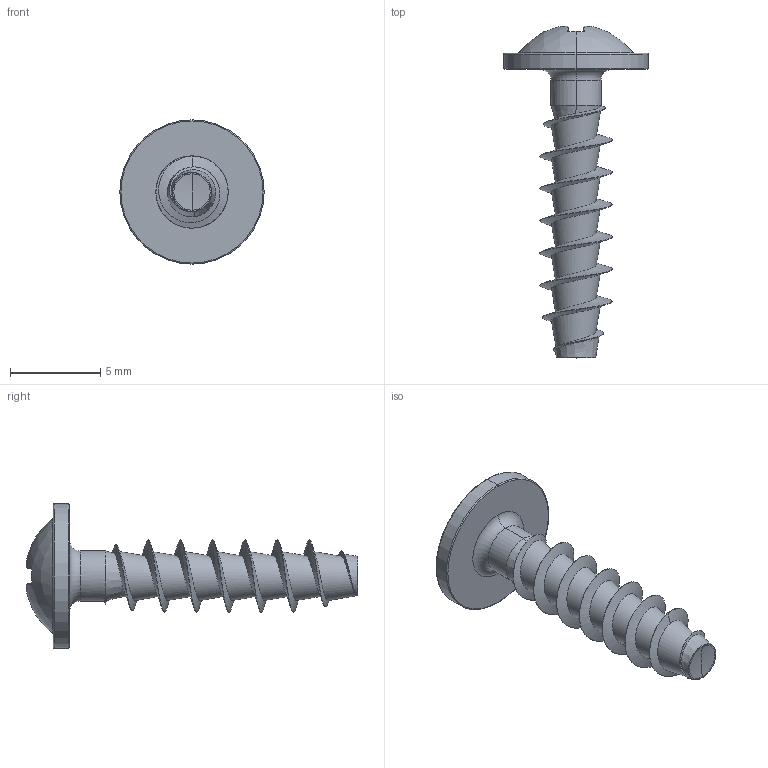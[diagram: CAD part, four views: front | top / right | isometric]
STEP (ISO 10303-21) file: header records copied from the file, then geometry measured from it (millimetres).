
FILE_DESCRIPTION (( 'STEP AP203' ), '1' );
FILE_NAME ('STP21A0400160.STEP', '2017-11-16T18:01:46', ( '' ), ( '' ), 'SwSTEP 2.0', 'SolidWorks 2015', '' );
FILE_SCHEMA (( 'CONFIG_CONTROL_DESIGN' ));
Length unit declared in the file: millimetre
Products named in the file (1): STP21A0400160
Bounding box: 8 x 18.41 x 8 mm (x, y, z)
Volume: 155.8 mm3; surface area: 354.2 mm2
Topology: 1 solids, 1 shells, 169 faces, 393 edges, 227 vertices
Faces by surface type: bspline 52, plane 31, torus 30, cylinder 26, sphere 20, cone 10
Entity records: 14292 total; most frequent: CARTESIAN_POINT 10754, ORIENTED_EDGE 782, DIRECTION 678, EDGE_CURVE 391, AXIS2_PLACEMENT_3D 303, VERTEX_POINT 227, CIRCLE 185, EDGE_LOOP 172
